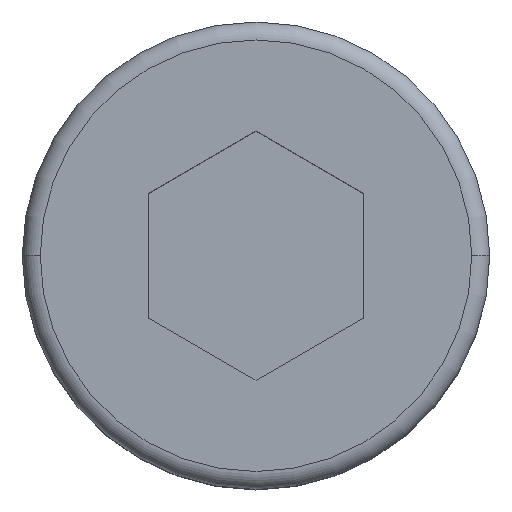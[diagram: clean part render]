
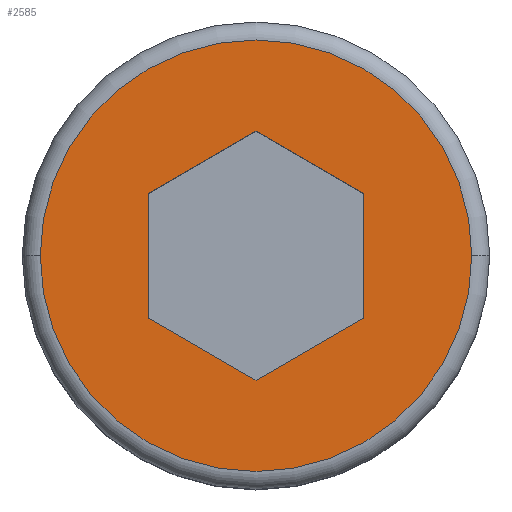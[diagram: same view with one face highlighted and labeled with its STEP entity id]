
A CAD part, top view. The second image highlights one B-rep face of the part: STEP entity #2585.
In plain terms, the highlighted planar face has unit normal (0, 0, 1).
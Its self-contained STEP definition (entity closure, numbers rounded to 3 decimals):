
#15 = CIRCLE ( 'NONE', #3005, 6. ) ;
#22 = CARTESIAN_POINT ( 'NONE',  ( -3., 1.732, 0. ) ) ;
#174 = DIRECTION ( 'NONE',  ( 0.866, 0.5, 0. ) ) ;
#215 = CIRCLE ( 'NONE', #3931, 6. ) ;
#282 = VERTEX_POINT ( 'NONE', #3403 ) ;
#349 = CARTESIAN_POINT ( 'NONE',  ( 3., -1.732, 0. ) ) ;
#411 = EDGE_CURVE ( 'NONE', #4839, #282, #215, .T. ) ;
#419 = DIRECTION ( 'NONE',  ( 1., 0., 0. ) ) ;
#450 = CARTESIAN_POINT ( 'NONE',  ( 3., 1.732, 0. ) ) ;
#453 = CARTESIAN_POINT ( 'NONE',  ( -3., 1.732, 0. ) ) ;
#573 = VECTOR ( 'NONE', #3818, 1000. ) ;
#681 = VECTOR ( 'NONE', #3013, 1000. ) ;
#715 = ORIENTED_EDGE ( 'NONE', *, *, #3369, .F. ) ;
#768 = EDGE_LOOP ( 'NONE', ( #715, #4307, #1325, #1547, #2891, #1504 ) ) ;
#1037 = AXIS2_PLACEMENT_3D ( 'NONE', #3428, #2675, #419 ) ;
#1195 = VERTEX_POINT ( 'NONE', #2596 ) ;
#1325 = ORIENTED_EDGE ( 'NONE', *, *, #4931, .F. ) ;
#1356 = LINE ( 'NONE', #450, #1477 ) ;
#1368 = FACE_BOUND ( 'NONE', #768, .T. ) ;
#1460 = CARTESIAN_POINT ( 'NONE',  ( 0., 3.464, 0. ) ) ;
#1477 = VECTOR ( 'NONE', #3885, 1000. ) ;
#1496 = VERTEX_POINT ( 'NONE', #2121 ) ;
#1504 = ORIENTED_EDGE ( 'NONE', *, *, #4571, .F. ) ;
#1547 = ORIENTED_EDGE ( 'NONE', *, *, #2501, .F. ) ;
#1598 = LINE ( 'NONE', #1460, #681 ) ;
#1645 = DIRECTION ( 'NONE',  ( 0., 0., 1. ) ) ;
#1803 = CARTESIAN_POINT ( 'NONE',  ( -3., -1.732, 0. ) ) ;
#1807 = VERTEX_POINT ( 'NONE', #349 ) ;
#1839 = VECTOR ( 'NONE', #2215, 1000. ) ;
#1849 = LINE ( 'NONE', #4199, #573 ) ;
#1918 = CARTESIAN_POINT ( 'NONE',  ( 0., 0., 0. ) ) ;
#1998 = CARTESIAN_POINT ( 'NONE',  ( 0., 0., 0. ) ) ;
#2115 = VERTEX_POINT ( 'NONE', #2448 ) ;
#2121 = CARTESIAN_POINT ( 'NONE',  ( 0., 3.464, 0. ) ) ;
#2215 = DIRECTION ( 'NONE',  ( 0.866, -0.5, 0. ) ) ;
#2448 = CARTESIAN_POINT ( 'NONE',  ( 3., 1.732, 0. ) ) ;
#2471 = EDGE_LOOP ( 'NONE', ( #4134, #2758 ) ) ;
#2500 = CARTESIAN_POINT ( 'NONE',  ( -3., -1.732, 0. ) ) ;
#2501 = EDGE_CURVE ( 'NONE', #1807, #2115, #1849, .T. ) ;
#2563 = VECTOR ( 'NONE', #3144, 1000. ) ;
#2585 = ADVANCED_FACE ( 'NONE', ( #4421, #1368 ), #4181, .T. ) ;
#2596 = CARTESIAN_POINT ( 'NONE',  ( 0., -3.464, 0. ) ) ;
#2675 = DIRECTION ( 'NONE',  ( 0., 0., 1. ) ) ;
#2758 = ORIENTED_EDGE ( 'NONE', *, *, #411, .T. ) ;
#2816 = VERTEX_POINT ( 'NONE', #22 ) ;
#2891 = ORIENTED_EDGE ( 'NONE', *, *, #4382, .F. ) ;
#3005 = AXIS2_PLACEMENT_3D ( 'NONE', #1998, #1645, #4701 ) ;
#3013 = DIRECTION ( 'NONE',  ( -0.866, -0.5, 0. ) ) ;
#3144 = DIRECTION ( 'NONE',  ( 0., -1., 0. ) ) ;
#3218 = LINE ( 'NONE', #453, #2563 ) ;
#3369 = EDGE_CURVE ( 'NONE', #2816, #4313, #3218, .T. ) ;
#3390 = EDGE_CURVE ( 'NONE', #282, #4839, #15, .T. ) ;
#3403 = CARTESIAN_POINT ( 'NONE',  ( 6., 0., 0. ) ) ;
#3428 = CARTESIAN_POINT ( 'NONE',  ( 0., 0., 0. ) ) ;
#3812 = DIRECTION ( 'NONE',  ( 0., 0., 1. ) ) ;
#3813 = LINE ( 'NONE', #1803, #1839 ) ;
#3818 = DIRECTION ( 'NONE',  ( 0., 1., 0. ) ) ;
#3852 = CARTESIAN_POINT ( 'NONE',  ( -6., 0., 0. ) ) ;
#3878 = EDGE_CURVE ( 'NONE', #1496, #2816, #1598, .T. ) ;
#3885 = DIRECTION ( 'NONE',  ( -0.866, 0.5, 0. ) ) ;
#3931 = AXIS2_PLACEMENT_3D ( 'NONE', #1918, #3812, #4158 ) ;
#4134 = ORIENTED_EDGE ( 'NONE', *, *, #3390, .T. ) ;
#4158 = DIRECTION ( 'NONE',  ( 1., 0., 0. ) ) ;
#4167 = VECTOR ( 'NONE', #174, 1000. ) ;
#4181 = PLANE ( 'NONE',  #1037 ) ;
#4199 = CARTESIAN_POINT ( 'NONE',  ( 3., -1.732, 0. ) ) ;
#4307 = ORIENTED_EDGE ( 'NONE', *, *, #3878, .F. ) ;
#4313 = VERTEX_POINT ( 'NONE', #2500 ) ;
#4382 = EDGE_CURVE ( 'NONE', #1195, #1807, #4943, .T. ) ;
#4421 = FACE_OUTER_BOUND ( 'NONE', #2471, .T. ) ;
#4455 = CARTESIAN_POINT ( 'NONE',  ( 0., -3.464, 0. ) ) ;
#4571 = EDGE_CURVE ( 'NONE', #4313, #1195, #3813, .T. ) ;
#4701 = DIRECTION ( 'NONE',  ( 1., 0., 0. ) ) ;
#4839 = VERTEX_POINT ( 'NONE', #3852 ) ;
#4931 = EDGE_CURVE ( 'NONE', #2115, #1496, #1356, .T. ) ;
#4943 = LINE ( 'NONE', #4455, #4167 ) ;
